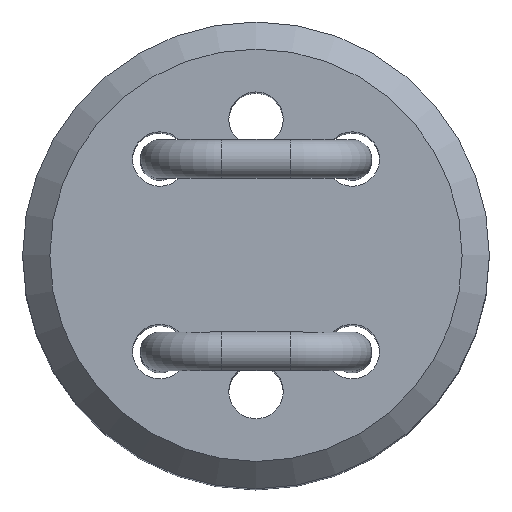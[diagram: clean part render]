
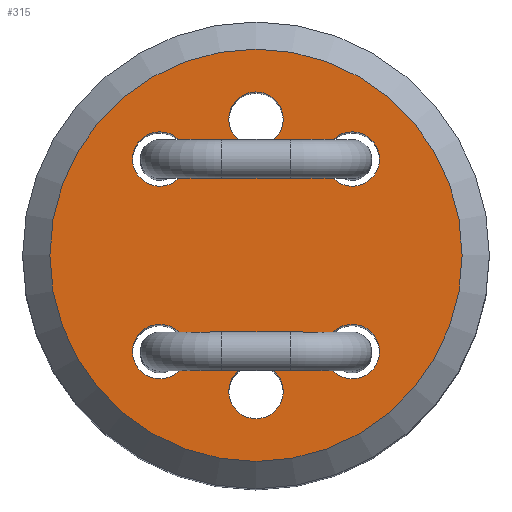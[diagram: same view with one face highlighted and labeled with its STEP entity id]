
A CAD part, top view. The second image highlights one B-rep face of the part: STEP entity #315.
In plain terms, the highlighted face is planar.
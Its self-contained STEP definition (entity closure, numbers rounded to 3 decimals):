
#30=PLANE('',#386);
#60=ORIENTED_EDGE('',*,*,#104,.F.);
#61=ORIENTED_EDGE('',*,*,#105,.F.);
#62=ORIENTED_EDGE('',*,*,#106,.F.);
#63=ORIENTED_EDGE('',*,*,#107,.F.);
#64=ORIENTED_EDGE('',*,*,#108,.F.);
#65=ORIENTED_EDGE('',*,*,#109,.F.);
#66=ORIENTED_EDGE('',*,*,#110,.T.);
#104=EDGE_CURVE('',#132,#132,#160,.T.);
#105=EDGE_CURVE('',#133,#133,#161,.T.);
#106=EDGE_CURVE('',#134,#134,#162,.T.);
#107=EDGE_CURVE('',#135,#135,#163,.T.);
#108=EDGE_CURVE('',#136,#136,#164,.T.);
#109=EDGE_CURVE('',#137,#137,#165,.T.);
#110=EDGE_CURVE('',#138,#138,#166,.T.);
#132=VERTEX_POINT('',#565);
#133=VERTEX_POINT('',#567);
#134=VERTEX_POINT('',#569);
#135=VERTEX_POINT('',#571);
#136=VERTEX_POINT('',#573);
#137=VERTEX_POINT('',#575);
#138=VERTEX_POINT('',#577);
#160=CIRCLE('',#387,0.35);
#161=CIRCLE('',#388,0.35);
#162=CIRCLE('',#389,0.35);
#163=CIRCLE('',#390,0.35);
#164=CIRCLE('',#391,0.35);
#165=CIRCLE('',#392,0.35);
#166=CIRCLE('',#393,2.65);
#200=EDGE_LOOP('',(#60));
#201=EDGE_LOOP('',(#61));
#202=EDGE_LOOP('',(#62));
#203=EDGE_LOOP('',(#63));
#204=EDGE_LOOP('',(#64));
#205=EDGE_LOOP('',(#65));
#206=EDGE_LOOP('',(#66));
#256=FACE_BOUND('',#200,.T.);
#257=FACE_BOUND('',#201,.T.);
#258=FACE_BOUND('',#202,.T.);
#259=FACE_BOUND('',#203,.T.);
#260=FACE_BOUND('',#204,.T.);
#261=FACE_BOUND('',#205,.T.);
#262=FACE_BOUND('',#206,.T.);
#315=ADVANCED_FACE('',(#256,#257,#258,#259,#260,#261,#262),#30,.T.);
#386=AXIS2_PLACEMENT_3D('',#563,#468,#469);
#387=AXIS2_PLACEMENT_3D('',#564,#470,#471);
#388=AXIS2_PLACEMENT_3D('',#566,#472,#473);
#389=AXIS2_PLACEMENT_3D('',#568,#474,#475);
#390=AXIS2_PLACEMENT_3D('',#570,#476,#477);
#391=AXIS2_PLACEMENT_3D('',#572,#478,#479);
#392=AXIS2_PLACEMENT_3D('',#574,#480,#481);
#393=AXIS2_PLACEMENT_3D('',#576,#482,#483);
#468=DIRECTION('',(-1.,0.,0.));
#469=DIRECTION('',(0.,-1.,0.));
#470=DIRECTION('',(-1.,0.,0.));
#471=DIRECTION('',(0.,-1.,0.));
#472=DIRECTION('',(-1.,0.,0.));
#473=DIRECTION('',(0.,-1.,0.));
#474=DIRECTION('',(-1.,0.,0.));
#475=DIRECTION('',(0.,-1.,0.));
#476=DIRECTION('',(-1.,0.,0.));
#477=DIRECTION('',(0.,-1.,0.));
#478=DIRECTION('',(-1.,0.,0.));
#479=DIRECTION('',(0.,-1.,0.));
#480=DIRECTION('',(-1.,0.,0.));
#481=DIRECTION('',(0.,-1.,0.));
#482=DIRECTION('',(-1.,0.,0.));
#483=DIRECTION('',(0.,-1.,0.));
#563=CARTESIAN_POINT('',(-5.,0.,0.));
#564=CARTESIAN_POINT('',(-5.,-1.237,1.237));
#565=CARTESIAN_POINT('',(-5.,-1.587,1.237));
#566=CARTESIAN_POINT('',(-5.,-1.237,-1.237));
#567=CARTESIAN_POINT('',(-5.,-1.587,-1.237));
#568=CARTESIAN_POINT('',(-5.,0.,1.75));
#569=CARTESIAN_POINT('',(-5.,-0.35,1.75));
#570=CARTESIAN_POINT('',(-5.,0.,-1.75));
#571=CARTESIAN_POINT('',(-5.,-0.35,-1.75));
#572=CARTESIAN_POINT('',(-5.,1.237,1.237));
#573=CARTESIAN_POINT('',(-5.,0.887,1.237));
#574=CARTESIAN_POINT('',(-5.,1.237,-1.237));
#575=CARTESIAN_POINT('',(-5.,0.887,-1.237));
#576=CARTESIAN_POINT('',(-5.,0.,0.));
#577=CARTESIAN_POINT('',(-5.,-2.65,0.));
